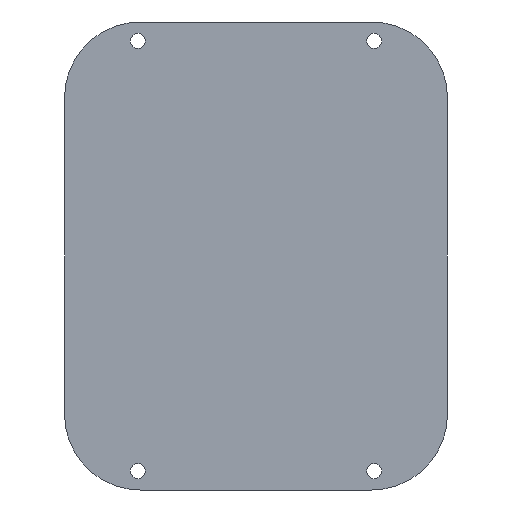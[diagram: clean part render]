
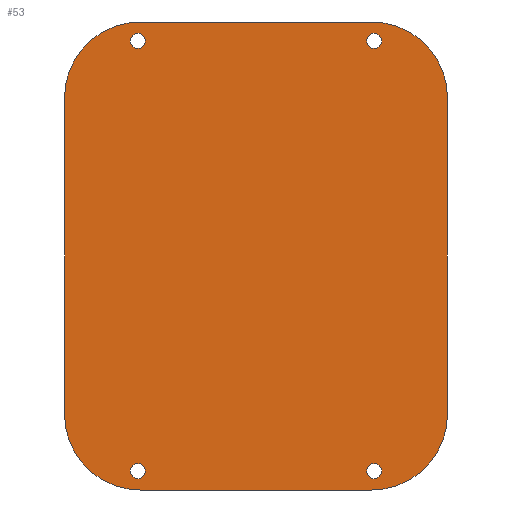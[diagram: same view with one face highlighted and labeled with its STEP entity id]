
A CAD part, left-side view. The second image highlights one B-rep face of the part: STEP entity #53.
In plain terms, the highlighted planar face has unit normal (-1, 0, 0).
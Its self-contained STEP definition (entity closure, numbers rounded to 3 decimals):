
#53=ADVANCED_FACE('',(#67,#69,#71,#73,#75),#77,.F.);
#67=FACE_BOUND('',#68,.T.);
#68=EDGE_LOOP('',(#189,#190,#191,#192,#193,#194,#195,#196));
#69=FACE_BOUND('',#70,.T.);
#70=EDGE_LOOP('',(#197));
#71=FACE_BOUND('',#72,.T.);
#72=EDGE_LOOP('',(#198));
#73=FACE_BOUND('',#74,.T.);
#74=EDGE_LOOP('',(#199));
#75=FACE_BOUND('',#76,.T.);
#76=EDGE_LOOP('',(#200));
#77=PLANE('',#78);
#78=AXIS2_PLACEMENT_3D('',#79,#80,#81);
#79=CARTESIAN_POINT('',(0.,0.,0.));
#80=DIRECTION('',(1.,0.,0.));
#81=DIRECTION('',(0.,1.,0.));
#189=ORIENTED_EDGE('',*,*,#253,.F.);
#190=ORIENTED_EDGE('',*,*,#254,.F.);
#191=ORIENTED_EDGE('',*,*,#255,.F.);
#192=ORIENTED_EDGE('',*,*,#256,.F.);
#193=ORIENTED_EDGE('',*,*,#257,.F.);
#194=ORIENTED_EDGE('',*,*,#258,.F.);
#195=ORIENTED_EDGE('',*,*,#259,.F.);
#196=ORIENTED_EDGE('',*,*,#260,.F.);
#197=ORIENTED_EDGE('',*,*,#261,.T.);
#198=ORIENTED_EDGE('',*,*,#262,.T.);
#199=ORIENTED_EDGE('',*,*,#263,.T.);
#200=ORIENTED_EDGE('',*,*,#264,.T.);
#253=EDGE_CURVE('',#285,#286,#287,.F.);
#254=EDGE_CURVE('',#288,#285,#289,.T.);
#255=EDGE_CURVE('',#290,#288,#291,.F.);
#256=EDGE_CURVE('',#292,#290,#293,.T.);
#257=EDGE_CURVE('',#294,#292,#295,.F.);
#258=EDGE_CURVE('',#296,#294,#297,.T.);
#259=EDGE_CURVE('',#298,#296,#299,.F.);
#260=EDGE_CURVE('',#286,#298,#300,.T.);
#261=EDGE_CURVE('',#301,#301,#302,.T.);
#262=EDGE_CURVE('',#303,#303,#304,.T.);
#263=EDGE_CURVE('',#305,#305,#306,.T.);
#264=EDGE_CURVE('',#307,#307,#308,.T.);
#285=VERTEX_POINT('',#341);
#286=VERTEX_POINT('',#342);
#287=CIRCLE('',#343,16.);
#288=VERTEX_POINT('',#347);
#289=LINE('',#348,#349);
#290=VERTEX_POINT('',#351);
#291=CIRCLE('',#352,16.);
#292=VERTEX_POINT('',#356);
#293=LINE('',#357,#358);
#294=VERTEX_POINT('',#360);
#295=CIRCLE('',#361,16.);
#296=VERTEX_POINT('',#365);
#297=LINE('',#366,#367);
#298=VERTEX_POINT('',#369);
#299=CIRCLE('',#370,16.);
#300=LINE('',#374,#375);
#301=VERTEX_POINT('',#377);
#302=CIRCLE('',#378,1.6);
#303=VERTEX_POINT('',#382);
#304=CIRCLE('',#383,1.6);
#305=VERTEX_POINT('',#387);
#306=CIRCLE('',#388,1.6);
#307=VERTEX_POINT('',#392);
#308=CIRCLE('',#393,1.6);
#341=CARTESIAN_POINT('',(0.,40.5,33.5));
#342=CARTESIAN_POINT('',(0.,24.5,49.5));
#343=AXIS2_PLACEMENT_3D('',#344,#345,#346);
#344=CARTESIAN_POINT('',(0.,24.5,33.5));
#345=DIRECTION('',(-1.,0.,0.));
#346=DIRECTION('',(0.,0.,1.));
#347=CARTESIAN_POINT('',(0.,40.5,-33.5));
#348=CARTESIAN_POINT('',(0.,40.5,-33.5));
#349=VECTOR('',#350,1.);
#350=DIRECTION('',(0.,0.,1.));
#351=CARTESIAN_POINT('',(0.,24.5,-49.5));
#352=AXIS2_PLACEMENT_3D('',#353,#354,#355);
#353=CARTESIAN_POINT('',(0.,24.5,-33.5));
#354=DIRECTION('',(-1.,0.,0.));
#355=DIRECTION('',(0.,1.,0.));
#356=CARTESIAN_POINT('',(0.,-24.5,-49.5));
#357=CARTESIAN_POINT('',(0.,-24.5,-49.5));
#358=VECTOR('',#359,1.);
#359=DIRECTION('',(0.,1.,0.));
#360=CARTESIAN_POINT('',(0.,-40.5,-33.5));
#361=AXIS2_PLACEMENT_3D('',#362,#363,#364);
#362=CARTESIAN_POINT('',(0.,-24.5,-33.5));
#363=DIRECTION('',(-1.,0.,0.));
#364=DIRECTION('',(0.,0.,-1.));
#365=CARTESIAN_POINT('',(0.,-40.5,33.5));
#366=CARTESIAN_POINT('',(0.,-40.5,33.5));
#367=VECTOR('',#368,1.);
#368=DIRECTION('',(0.,0.,-1.));
#369=CARTESIAN_POINT('',(0.,-24.5,49.5));
#370=AXIS2_PLACEMENT_3D('',#371,#372,#373);
#371=CARTESIAN_POINT('',(0.,-24.5,33.5));
#372=DIRECTION('',(-1.,0.,0.));
#373=DIRECTION('',(0.,-1.,0.));
#374=CARTESIAN_POINT('',(0.,24.5,49.5));
#375=VECTOR('',#376,1.);
#376=DIRECTION('',(0.,-1.,0.));
#377=CARTESIAN_POINT('',(0.,-23.4,45.5));
#378=AXIS2_PLACEMENT_3D('',#379,#380,#381);
#379=CARTESIAN_POINT('',(0.,-25.,45.5));
#380=DIRECTION('',(1.,0.,0.));
#381=DIRECTION('',(0.,1.,0.));
#382=CARTESIAN_POINT('',(0.,26.6,45.5));
#383=AXIS2_PLACEMENT_3D('',#384,#385,#386);
#384=CARTESIAN_POINT('',(0.,25.,45.5));
#385=DIRECTION('',(1.,0.,0.));
#386=DIRECTION('',(0.,1.,0.));
#387=CARTESIAN_POINT('',(0.,26.6,-45.5));
#388=AXIS2_PLACEMENT_3D('',#389,#390,#391);
#389=CARTESIAN_POINT('',(0.,25.,-45.5));
#390=DIRECTION('',(1.,0.,0.));
#391=DIRECTION('',(0.,1.,0.));
#392=CARTESIAN_POINT('',(0.,-23.4,-45.5));
#393=AXIS2_PLACEMENT_3D('',#394,#395,#396);
#394=CARTESIAN_POINT('',(0.,-25.,-45.5));
#395=DIRECTION('',(1.,0.,0.));
#396=DIRECTION('',(0.,1.,0.));
